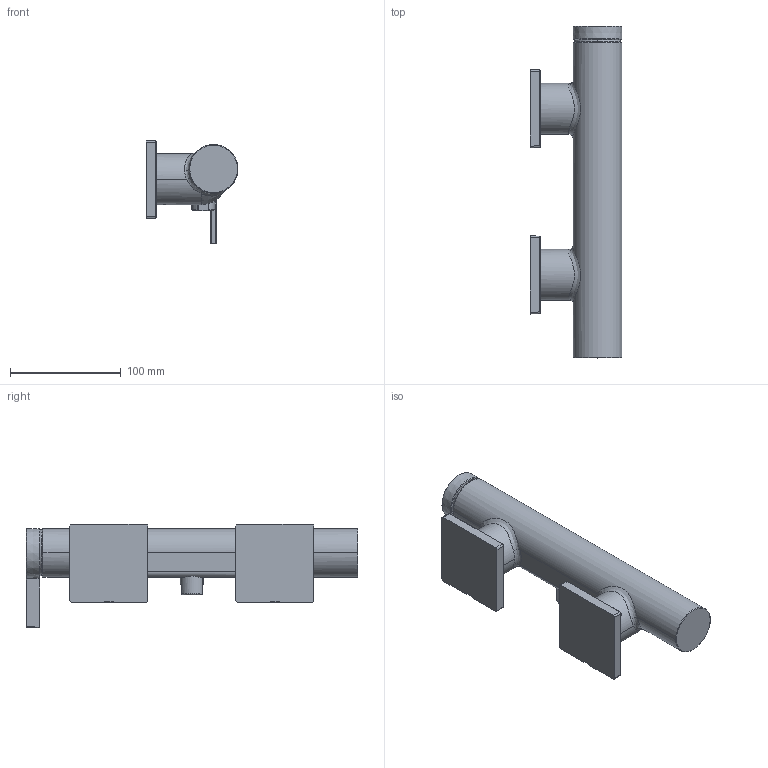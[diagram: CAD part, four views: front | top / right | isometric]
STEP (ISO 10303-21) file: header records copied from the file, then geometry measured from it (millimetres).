
FILE_DESCRIPTION(('CATIA V6 STEP','CAx-IF Rec.Pracs.--- Model Styling and Organization---1.5--- 2016-08-15','CAx-IF Rec.Pracs.---Supplemental Geometry---1.0---2011-11-01','CAx-IF Rec.Pracs.--- Composite Materials ---3.4---2017-06-13','CAx-IF Rec.Pracs.---Tessellated 3D Geometry---1.0---2015-12-17'),'2;1');
FILE_NAME('prd-HG-00273377.stp','2022-11-04T09:57:14+00:00',('none'),('none'),'3DEXPERIENCE Platform3DEXPERIENCE R2021x HotFix 8','3DEXPERIENCE Platform STEP AP242 v2','none');
FILE_SCHEMA(('AP242_MANAGED_MODEL_BASED_3D_ENGINEERING_MIM_LF {1 0 10303 442 1 1 4}'));
Length unit declared in the file: millimetre
Products named in the file (8): P-2_HG_Tecturis_E_Brausemischer_AP; P-2_Griff_Tecturis_E_WAP; V5_P_2_BGR_Schlauchanschluss_ohne_RV_(R02); V5_P_2_Schlauchanschluss_DAP_(R04); V5_Gewindestift_M6x10; P-2_Rosette_WAPM_BetterSlimE; V5_P_2_Rosette_M35XS_AP_VVG; V5_P_2_GK_DAPM_M35XS_ReFlex
Assembly tree (9 placements, depth 3):
  P-2_HG_Tecturis_E_Brausemischer_AP
    P-2_Griff_Tecturis_E_WAP
    V5_P_2_BGR_Schlauchanschluss_ohne_RV_(R02)
      V5_P_2_Schlauchanschluss_DAP_(R04)
    V5_Gewindestift_M6x10  x2
    P-2_Rosette_WAPM_BetterSlimE  x2
    V5_P_2_Rosette_M35XS_AP_VVG
    V5_P_2_GK_DAPM_M35XS_ReFlex
Bounding box: 83 x 299.76 x 93.23 mm (x, y, z)
Volume: 704960.7 mm3; surface area: 93130.3 mm2
Topology: 8 solids, 8 shells, 282 faces, 673 edges, 399 vertices
Faces by surface type: plane 78, cylinder 65, bspline 56, cone 46, torus 23, sphere 10, revolution 4
Entity records: 10779 total; most frequent: CARTESIAN_POINT 6243, ORIENTED_EDGE 1042, DIRECTION 620, EDGE_CURVE 521, AXIS2_PLACEMENT_3D 335, VERTEX_POINT 315, EDGE_LOOP 230, ADVANCED_FACE 224
